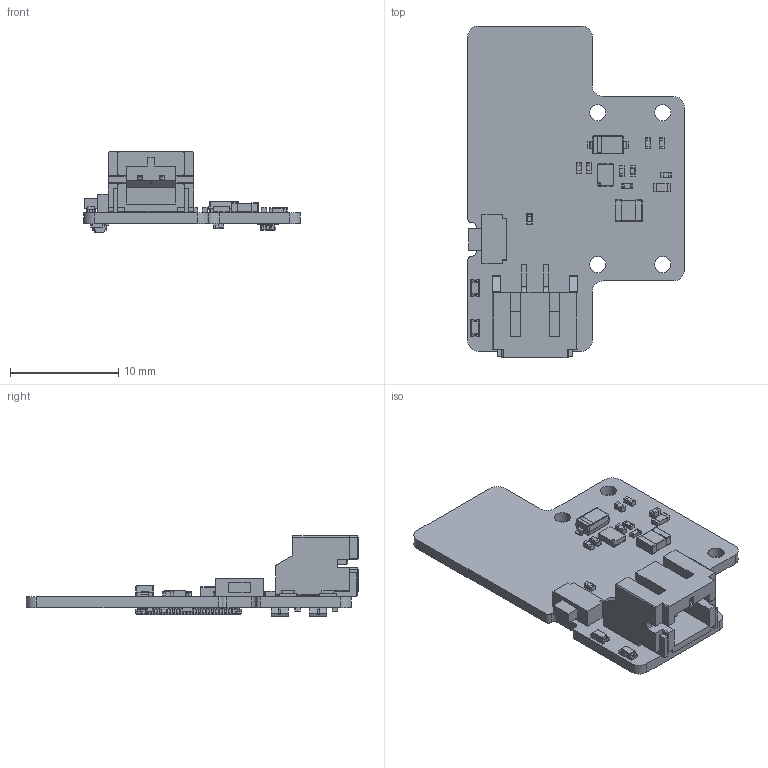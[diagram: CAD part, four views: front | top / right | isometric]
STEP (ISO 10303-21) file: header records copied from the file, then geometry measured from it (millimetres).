
FILE_DESCRIPTION(/* description */ ('PCB Design'),/* implementation_level */ '2;1');
FILE_NAME(/* name */ 'RAK19015_VA_2022_0219_1',/* time_stamp */ '2022-04-19T03:13:28+08:00',/* author */ (''),/* organization */ (''),/* preprocessor_version */ 'ST-DEVELOPER v16',/* originating_system */ 'allegro_17.4S012',/* authorisation */ '');
FILE_SCHEMA (('AUTOMOTIVE_DESIGN { 1 0 10303 214 3 1 1 }'));
Products named in the file (25): RAK19015_VA_2022_0219_1; BOARD_OUTLINE; COMPONENTS; UTDFN-1_5X2-6L; SR0402; SC0402; SC0603; SL1008; SD0603-LED-B; BTB40_2X20_4MM_M; TSW4-RG_1; SOT-416; PH-2A-WT; MBR140SF; SG-MICRO-SGM6036_[UTDFN-1_5X2-6L]; RES-SM-CHIP; CAP-SM-MLCC-0402[1005]; CAP-SM-MLCC-0603[1608]; INDUCTOR-CHIP-SM; ALSRobot-LED0603(G); BTB40-2X20-4MM-M; TS-1806B; User Library-SOT-416; S2B-PH-SM4-TB; SOD-123
Assembly tree (38 placements, depth 4):
  RAK19015_VA_2022_0219_1
    BOARD_OUTLINE
    COMPONENTS
      UTDFN-1_5X2-6L
        SG-MICRO-SGM6036_[UTDFN-1_5X2-6L]
      SR0402  x6
        RES-SM-CHIP
      SC0402  x8
        CAP-SM-MLCC-0402[1005]
      SC0603
        CAP-SM-MLCC-0603[1608]
      SL1008
        INDUCTOR-CHIP-SM
      SD0603-LED-B  x2
        ALSRobot-LED0603(G)
      BTB40_2X20_4MM_M
        BTB40-2X20-4MM-M
      TSW4-RG_1
        TS-1806B
      SOT-416  x2
        User Library-SOT-416
      PH-2A-WT
        S2B-PH-SM4-TB
      MBR140SF
        SOD-123
Bounding box: 20 x 30.61 x 7.39 mm (x, y, z)
Volume: 215.6 mm3; surface area: 1694.8 mm2
Topology: 25 solids, 26 shells, 2700 faces, 6855 edges, 4131 vertices
Faces by surface type: plane 1472, cylinder 920, torus 184, bspline 124
Full cylindrical faces by diameter (mm): 0.15 x1, 0.2 x1
Entity records: 65873 total; most frequent: CARTESIAN_POINT 11276, ORIENTED_EDGE 9506, DIRECTION 9137, EDGE_CURVE 4760, VECTOR 3576, LINE 3576, VERTEX_POINT 2996, AXIS2_PLACEMENT_3D 2898
